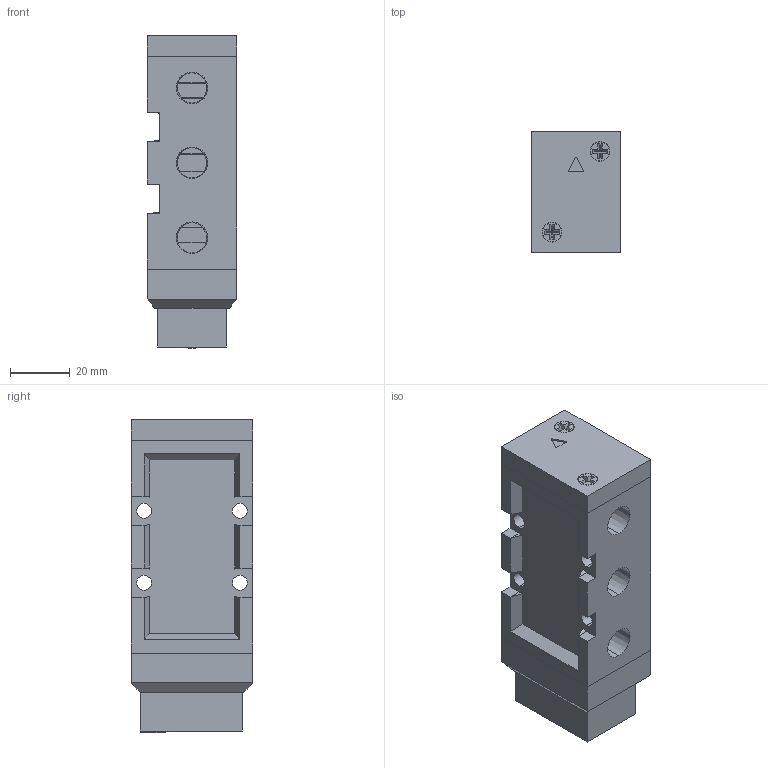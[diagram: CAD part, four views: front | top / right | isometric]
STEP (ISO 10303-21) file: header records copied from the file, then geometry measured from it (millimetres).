
FILE_DESCRIPTION (( 'STEP AP203' ), '1' );
FILE_NAME ('SNP4101.STEP', '2016-01-13T03:26:57', ( 'yrd8' ), ( 'Hewlett-Packard Company' ), 'SwSTEP 2.0', 'SolidWorks 2008', '' );
FILE_SCHEMA (( 'CONFIG_CONTROL_DESIGN' ));
Length unit declared in the file: millimetre
Products named in the file (5): SNP4101; SNP4000 Body; SNP4000 seme  pilot_晦獄 撲薑; SNP4000 Pilot_ル遽; SNP4000 Body Cover_ル遽
Assembly tree (4 placements, depth 2):
  SNP4101
    SNP4000 seme  pilot_晦獄 撲薑
    SNP4000 Body
    SNP4000 Pilot_ル遽
    SNP4000 Body Cover_ル遽
Bounding box: 30 x 40.5 x 104.5 mm (x, y, z)
Volume: 101465.9 mm3; surface area: 28177 mm2
Topology: 4 solids, 4 shells, 221 faces, 547 edges, 360 vertices
Faces by surface type: plane 150, cylinder 62, cone 8, torus 1
Entity records: 7077 total; most frequent: CARTESIAN_POINT 1193, DIRECTION 1124, ORIENTED_EDGE 1090, EDGE_CURVE 545, LINE 382, VECTOR 382, AXIS2_PLACEMENT_3D 371, VERTEX_POINT 360
